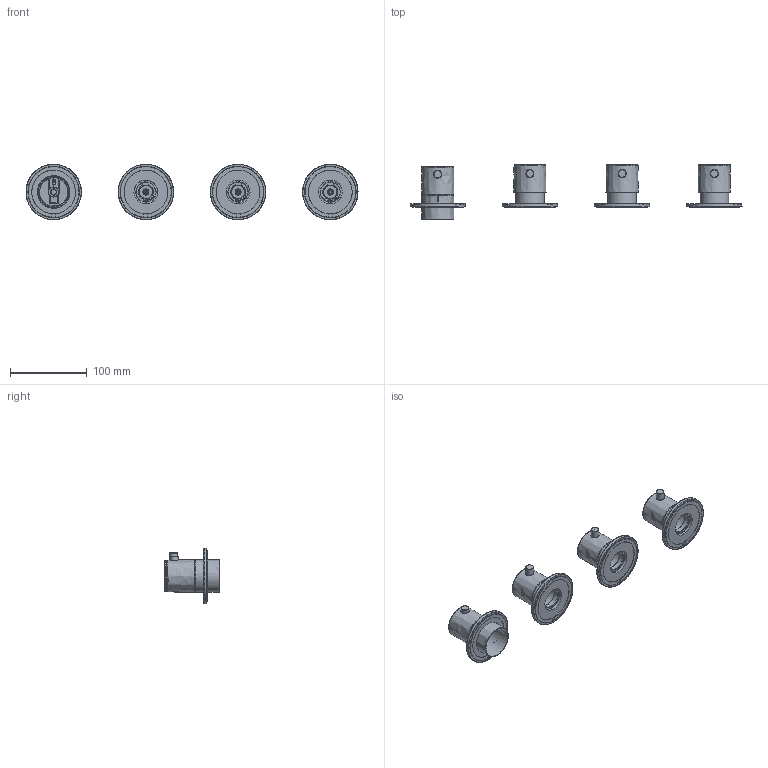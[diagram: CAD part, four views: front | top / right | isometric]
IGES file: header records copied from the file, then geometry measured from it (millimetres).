
Start section: C
Global section: file name: CB7070.igs; native system: By Siemens PLM Incorporated; preprocessor: XPlus GENERIC/IGES 26.1.183; author: Author; organization: Title; date: 20250424.123410; units: millimetre
Bounding box: 432 x 71.35 x 71.99 mm (x, y, z)
Volume: 143301.6 mm3; surface area: 133693.6 mm2
Topology: 40 solids, 40 shells, 1523 faces, 3470 edges, 2077 vertices
Faces by surface type: bspline 1523
